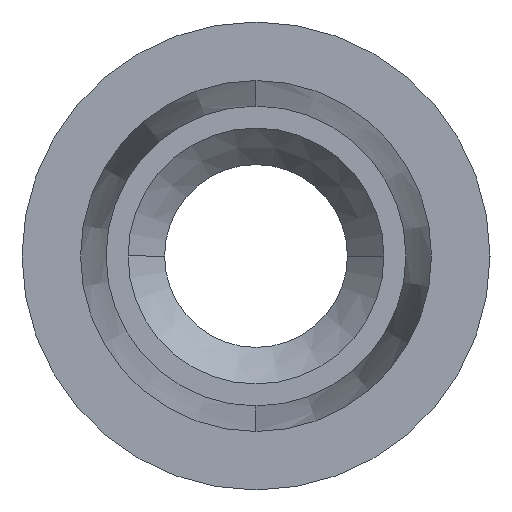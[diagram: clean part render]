
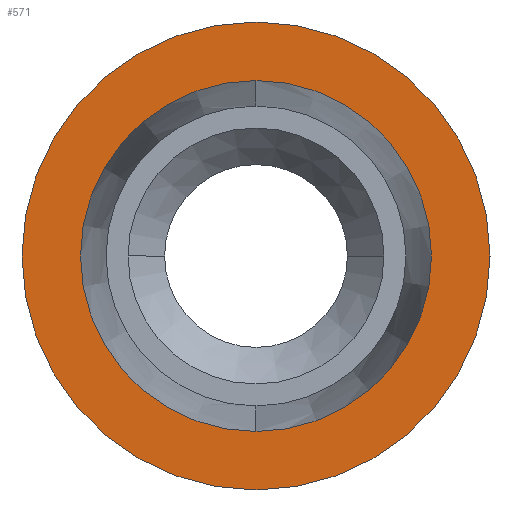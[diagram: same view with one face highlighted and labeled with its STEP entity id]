
A CAD part, left-side view. The second image highlights one B-rep face of the part: STEP entity #571.
In plain terms, the highlighted planar face has unit normal (-1, 0, 0).
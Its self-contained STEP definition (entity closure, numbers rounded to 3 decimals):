
#46 = DIRECTION ( 'NONE',  ( 0., 0., 1. ) ) ;
#50 = DIRECTION ( 'NONE',  ( -1., 0., 0. ) ) ;
#60 = EDGE_CURVE ( 'NONE', #200, #821, #259, .T. ) ;
#70 = AXIS2_PLACEMENT_3D ( 'NONE', #818, #50, #46 ) ;
#86 = CIRCLE ( 'NONE', #605, 3.2 ) ;
#90 = CARTESIAN_POINT ( 'NONE',  ( -13.25, 0., 3.2 ) ) ;
#119 = VERTEX_POINT ( 'NONE', #836 ) ;
#149 = EDGE_LOOP ( 'NONE', ( #653, #799 ) ) ;
#192 = CARTESIAN_POINT ( 'NONE',  ( -13.25, 0., 0. ) ) ;
#200 = VERTEX_POINT ( 'NONE', #233 ) ;
#213 = EDGE_LOOP ( 'NONE', ( #302, #394 ) ) ;
#217 = VERTEX_POINT ( 'NONE', #90 ) ;
#218 = FACE_BOUND ( 'NONE', #213, .T. ) ;
#233 = CARTESIAN_POINT ( 'NONE',  ( -13.25, 0., 2.4 ) ) ;
#259 = CIRCLE ( 'NONE', #740, 2.4 ) ;
#302 = ORIENTED_EDGE ( 'NONE', *, *, #60, .F. ) ;
#310 = PLANE ( 'NONE',  #505 ) ;
#339 = DIRECTION ( 'NONE',  ( -1., 0., 0. ) ) ;
#360 = DIRECTION ( 'NONE',  ( 0., 0., 1. ) ) ;
#371 = CIRCLE ( 'NONE', #70, 3.2 ) ;
#391 = CIRCLE ( 'NONE', #894, 2.4 ) ;
#394 = ORIENTED_EDGE ( 'NONE', *, *, #690, .F. ) ;
#504 = DIRECTION ( 'NONE',  ( 0., 0., 1. ) ) ;
#505 = AXIS2_PLACEMENT_3D ( 'NONE', #718, #584, #360 ) ;
#520 = CARTESIAN_POINT ( 'NONE',  ( -13.25, 0., -2.4 ) ) ;
#571 = ADVANCED_FACE ( 'NONE', ( #848, #218 ), #310, .T. ) ;
#574 = DIRECTION ( 'NONE',  ( -1., 0., 0. ) ) ;
#584 = DIRECTION ( 'NONE',  ( -1., 0., 0. ) ) ;
#605 = AXIS2_PLACEMENT_3D ( 'NONE', #699, #339, #752 ) ;
#641 = CARTESIAN_POINT ( 'NONE',  ( -13.25, 0., 0. ) ) ;
#653 = ORIENTED_EDGE ( 'NONE', *, *, #903, .T. ) ;
#690 = EDGE_CURVE ( 'NONE', #821, #200, #391, .T. ) ;
#693 = DIRECTION ( 'NONE',  ( -1., 0., 0. ) ) ;
#699 = CARTESIAN_POINT ( 'NONE',  ( -13.25, 0., 0. ) ) ;
#718 = CARTESIAN_POINT ( 'NONE',  ( -13.25, 2.4, 0. ) ) ;
#740 = AXIS2_PLACEMENT_3D ( 'NONE', #192, #693, #878 ) ;
#752 = DIRECTION ( 'NONE',  ( 0., 0., 1. ) ) ;
#799 = ORIENTED_EDGE ( 'NONE', *, *, #897, .T. ) ;
#818 = CARTESIAN_POINT ( 'NONE',  ( -13.25, 0., 0. ) ) ;
#821 = VERTEX_POINT ( 'NONE', #520 ) ;
#836 = CARTESIAN_POINT ( 'NONE',  ( -13.25, 0., -3.2 ) ) ;
#848 = FACE_OUTER_BOUND ( 'NONE', #149, .T. ) ;
#878 = DIRECTION ( 'NONE',  ( 0., 0., 1. ) ) ;
#894 = AXIS2_PLACEMENT_3D ( 'NONE', #641, #574, #504 ) ;
#897 = EDGE_CURVE ( 'NONE', #119, #217, #371, .T. ) ;
#903 = EDGE_CURVE ( 'NONE', #217, #119, #86, .T. ) ;
